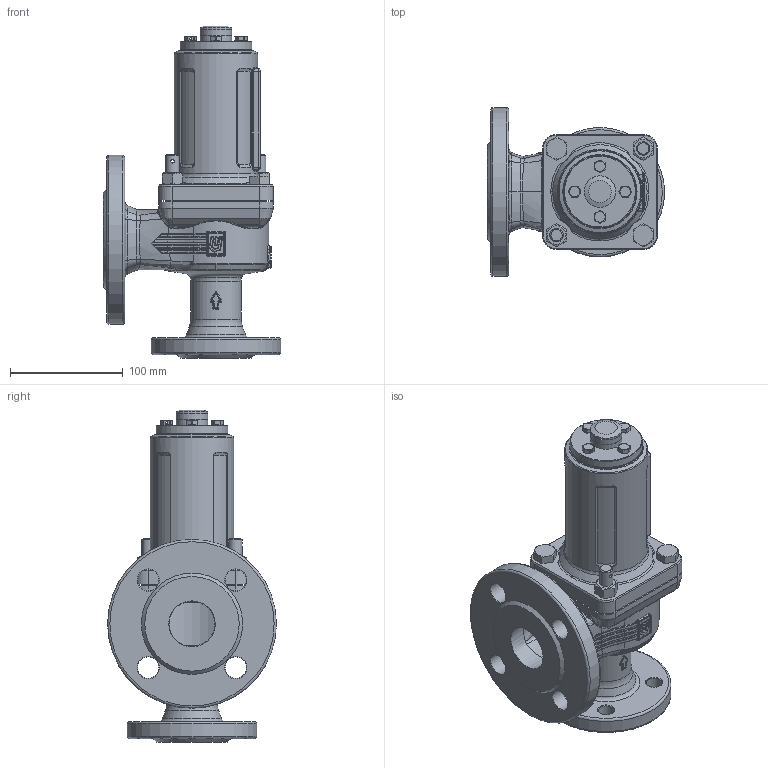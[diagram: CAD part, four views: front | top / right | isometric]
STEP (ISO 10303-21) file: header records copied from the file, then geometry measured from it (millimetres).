
FILE_DESCRIPTION(('HOOPS Exchange Step'),'2;1');
FILE_NAME('SF0600_DN25_25-40.stp','2025-06-27T13:16:00+02:00',('nieru'),('Unknown organisation'),'HOOPS Exchange 2024.2','HOOPS Exchange','Unknown authorisation');
FILE_SCHEMA( ('AP203_CONFIGURATION_CONTROLLED_3D_DESIGN_OF_MECHANICAL_PARTS_AND_ASSEMBLIES_MIM_LF') );
Length unit declared in the file: millimetre
Products named in the file (2): 0; root
Assembly tree (1 placements, depth 2):
  root
    0
Bounding box: 157.5 x 150 x 295 mm (x, y, z)
Volume: 1429146.4 mm3; surface area: 221610.8 mm2
Topology: 15 solids, 15 shells, 1300 faces, 3216 edges, 1912 vertices
Faces by surface type: bspline 548, cylinder 302, plane 253, torus 128, cone 66, sphere 3
Full cylindrical faces by diameter (mm): 2 x2, 3.2 x1, 8.9 x4, 10.106 x2, 12 x2, 14 x4, 16.63 x2, 19 x4, 25.8 x1, 28 x3, 28.5 x1, 33.95 x1, 45 x1, 64 x1, 74 x1, 82.163 x1, 86 x1, 115 x1, 150 x1
Entity records: 93616 total; most frequent: CARTESIAN_POINT 66772, ORIENTED_EDGE 6250, DIRECTION 4171, EDGE_CURVE 3125, VERTEX_POINT 1912, AXIS2_PLACEMENT_3D 1682, EDGE_LOOP 1387, FACE_BOUND 1387
